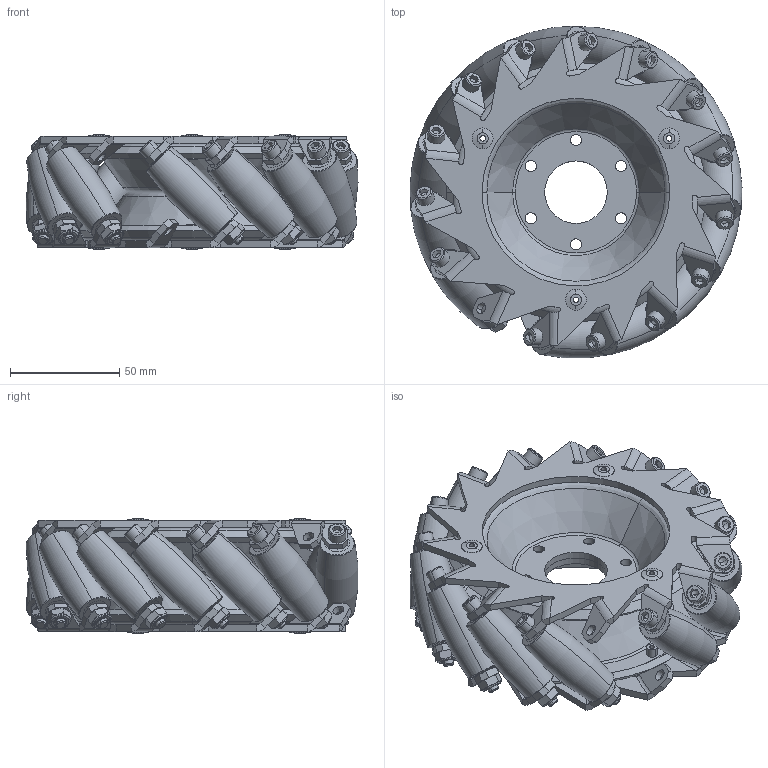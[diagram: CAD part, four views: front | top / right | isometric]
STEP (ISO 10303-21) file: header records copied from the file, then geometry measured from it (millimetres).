
FILE_DESCRIPTION (( 'STEP AP214' ), '1' );
FILE_NAME ('am-3479Rb 6 SR Mecanum Right.STEP', '2021-10-01T14:44:42', ( '' ), ( '' ), 'SwSTEP 2.0', 'SolidWorks 2021', '' );
FILE_SCHEMA (( 'AUTOMOTIVE_DESIGN' ));
Length unit declared in the file: inch
Products named in the file (11): am-0676a Right Plate HD; am-0701a 6IN SR Roller Axle; ip-3479a_hub; am-3698_core PC; am-0603 MBC Bushing MU04TH04; 10-32x2250_shcs_HX-SHCS 0.19-32x1.375x1-C; am-3698_skin TPU v2; am-3479Rb 6 SR Mecanum Right; am-3479_roller; 10-32 Nylock Jam Nut_90633A411; am-1226 steel rivet 1875 125-250 grip
Assembly tree (57 placements, depth 3):
  am-3479Rb 6 SR Mecanum Right
    ip-3479a_hub  x2
    am-0676a Right Plate HD  x2
    am-3479_roller  x14
      am-3698_core PC
      am-3698_skin TPU v2
      am-0603 MBC Bushing MU04TH04
      am-0701a 6IN SR Roller Axle
    10-32x2250_shcs_HX-SHCS 0.19-32x1.375x1-C  x14
    10-32 Nylock Jam Nut_90633A411  x14
    am-1226 steel rivet 1875 125-250 grip  x6
Bounding box: 151.75 x 151.68 x 52.39 mm (x, y, z)
Volume: 300801.5 mm3; surface area: 257814.6 mm2
Topology: 122 solids, 122 shells, 2858 faces, 6254 edges, 3706 vertices
Faces by surface type: plane 906, cylinder 902, cone 662, torus 388
Entity records: 14769 total; most frequent: CARTESIAN_POINT 2984, DIRECTION 2495, ORIENTED_EDGE 2174, EDGE_CURVE 1087, AXIS2_PLACEMENT_3D 948, VERTEX_POINT 655, VECTOR 599, LINE 599
